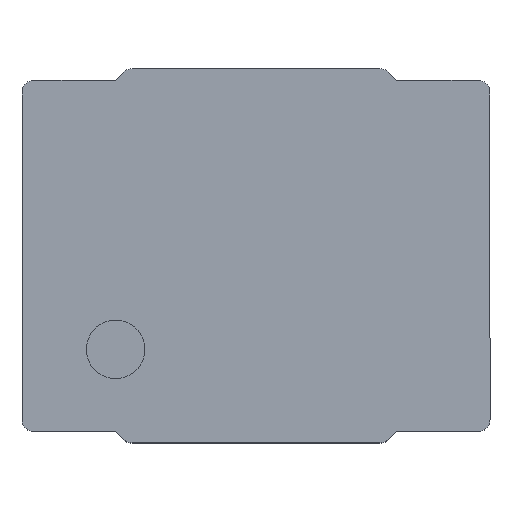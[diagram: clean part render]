
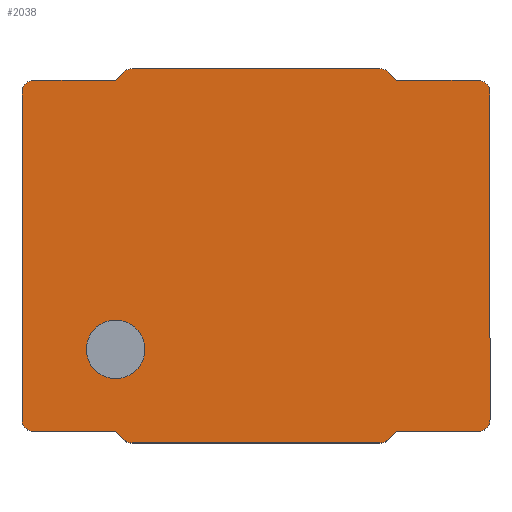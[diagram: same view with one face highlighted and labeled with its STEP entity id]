
A CAD part, top view. The second image highlights one B-rep face of the part: STEP entity #2038.
In plain terms, the highlighted planar face has unit normal (0, 0, 1).
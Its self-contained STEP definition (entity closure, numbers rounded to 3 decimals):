
#195=LINE('',#5121,#375);
#196=LINE('',#5123,#376);
#197=LINE('',#5124,#377);
#198=LINE('',#5126,#378);
#199=LINE('',#5127,#379);
#200=LINE('',#5128,#380);
#201=LINE('',#5130,#381);
#202=LINE('',#5131,#382);
#203=LINE('',#5132,#383);
#204=LINE('',#5134,#384);
#205=LINE('',#5135,#385);
#206=LINE('',#5136,#386);
#375=VECTOR('',#3136,1000.);
#376=VECTOR('',#3137,1000.);
#377=VECTOR('',#3138,1000.);
#378=VECTOR('',#3139,1000.);
#379=VECTOR('',#3140,1000.);
#380=VECTOR('',#3141,1000.);
#381=VECTOR('',#3142,1000.);
#382=VECTOR('',#3143,1000.);
#383=VECTOR('',#3144,1000.);
#384=VECTOR('',#3145,1000.);
#385=VECTOR('',#3146,1000.);
#386=VECTOR('',#3147,1000.);
#441=CIRCLE('',#2622,0.05);
#443=CIRCLE('',#2625,0.05);
#445=CIRCLE('',#2628,0.05);
#455=CIRCLE('',#2643,0.05);
#461=CIRCLE('',#2652,0.05);
#463=CIRCLE('',#2655,0.05);
#469=CIRCLE('',#2664,0.05);
#471=CIRCLE('',#2667,0.05);
#474=CIRCLE('',#2672,0.125);
#528=PLANE('',#2687);
#949=ORIENTED_EDGE('',*,*,#1350,.T.);
#950=ORIENTED_EDGE('',*,*,#1244,.T.);
#951=ORIENTED_EDGE('',*,*,#1351,.T.);
#952=ORIENTED_EDGE('',*,*,#1304,.T.);
#953=ORIENTED_EDGE('',*,*,#1352,.T.);
#954=ORIENTED_EDGE('',*,*,#1353,.T.);
#955=ORIENTED_EDGE('',*,*,#1272,.T.);
#956=ORIENTED_EDGE('',*,*,#1354,.T.);
#957=ORIENTED_EDGE('',*,*,#1284,.T.);
#958=ORIENTED_EDGE('',*,*,#1355,.T.);
#959=ORIENTED_EDGE('',*,*,#1356,.T.);
#960=ORIENTED_EDGE('',*,*,#1248,.T.);
#961=ORIENTED_EDGE('',*,*,#1357,.T.);
#962=ORIENTED_EDGE('',*,*,#1252,.T.);
#963=ORIENTED_EDGE('',*,*,#1358,.T.);
#964=ORIENTED_EDGE('',*,*,#1359,.T.);
#965=ORIENTED_EDGE('',*,*,#1288,.T.);
#966=ORIENTED_EDGE('',*,*,#1360,.T.);
#967=ORIENTED_EDGE('',*,*,#1300,.T.);
#968=ORIENTED_EDGE('',*,*,#1361,.T.);
#969=ORIENTED_EDGE('',*,*,#1309,.T.);
#1244=EDGE_CURVE('',#1486,#1487,#441,.T.);
#1248=EDGE_CURVE('',#1490,#1491,#443,.T.);
#1252=EDGE_CURVE('',#1494,#1495,#445,.T.);
#1272=EDGE_CURVE('',#1514,#1515,#455,.T.);
#1284=EDGE_CURVE('',#1526,#1527,#461,.T.);
#1288=EDGE_CURVE('',#1530,#1531,#463,.T.);
#1300=EDGE_CURVE('',#1542,#1543,#469,.T.);
#1304=EDGE_CURVE('',#1546,#1547,#471,.T.);
#1309=EDGE_CURVE('',#1551,#1551,#474,.T.);
#1350=EDGE_CURVE('',#1564,#1486,#195,.T.);
#1351=EDGE_CURVE('',#1487,#1546,#196,.T.);
#1352=EDGE_CURVE('',#1547,#1565,#197,.T.);
#1353=EDGE_CURVE('',#1565,#1514,#198,.T.);
#1354=EDGE_CURVE('',#1515,#1526,#199,.T.);
#1355=EDGE_CURVE('',#1527,#1566,#200,.T.);
#1356=EDGE_CURVE('',#1566,#1490,#201,.T.);
#1357=EDGE_CURVE('',#1491,#1494,#202,.T.);
#1358=EDGE_CURVE('',#1495,#1567,#203,.T.);
#1359=EDGE_CURVE('',#1567,#1530,#204,.T.);
#1360=EDGE_CURVE('',#1531,#1542,#205,.T.);
#1361=EDGE_CURVE('',#1543,#1564,#206,.T.);
#1486=VERTEX_POINT('',#4907);
#1487=VERTEX_POINT('',#4908);
#1490=VERTEX_POINT('',#4916);
#1491=VERTEX_POINT('',#4917);
#1494=VERTEX_POINT('',#4925);
#1495=VERTEX_POINT('',#4926);
#1514=VERTEX_POINT('',#4970);
#1515=VERTEX_POINT('',#4971);
#1526=VERTEX_POINT('',#4997);
#1527=VERTEX_POINT('',#4998);
#1530=VERTEX_POINT('',#5006);
#1531=VERTEX_POINT('',#5007);
#1542=VERTEX_POINT('',#5033);
#1543=VERTEX_POINT('',#5034);
#1546=VERTEX_POINT('',#5042);
#1547=VERTEX_POINT('',#5043);
#1551=VERTEX_POINT('',#5054);
#1564=VERTEX_POINT('',#5122);
#1565=VERTEX_POINT('',#5125);
#1566=VERTEX_POINT('',#5129);
#1567=VERTEX_POINT('',#5133);
#1734=EDGE_LOOP('',(#949,#950,#951,#952,#953,#954,#955,#956,#957,#958,#959,
#960,#961,#962,#963,#964,#965,#966,#967,#968));
#1735=EDGE_LOOP('',(#969));
#1891=FACE_BOUND('',#1734,.T.);
#1892=FACE_BOUND('',#1735,.T.);
#2038=ADVANCED_FACE('',(#1891,#1892),#528,.T.);
#2622=AXIS2_PLACEMENT_3D('',#4906,#2933,#2934);
#2625=AXIS2_PLACEMENT_3D('',#4915,#2941,#2942);
#2628=AXIS2_PLACEMENT_3D('',#4924,#2949,#2950);
#2643=AXIS2_PLACEMENT_3D('',#4969,#2989,#2990);
#2652=AXIS2_PLACEMENT_3D('',#4996,#3013,#3014);
#2655=AXIS2_PLACEMENT_3D('',#5005,#3021,#3022);
#2664=AXIS2_PLACEMENT_3D('',#5032,#3045,#3046);
#2667=AXIS2_PLACEMENT_3D('',#5041,#3053,#3054);
#2672=AXIS2_PLACEMENT_3D('',#5053,#3065,#3066);
#2687=AXIS2_PLACEMENT_3D('',#5120,#3134,#3135);
#2933=DIRECTION('',(0.,0.,1.));
#2934=DIRECTION('',(1.,0.,0.));
#2941=DIRECTION('',(0.,0.,1.));
#2942=DIRECTION('',(1.,0.,0.));
#2949=DIRECTION('',(0.,0.,1.));
#2950=DIRECTION('',(1.,0.,0.));
#2989=DIRECTION('',(0.,0.,1.));
#2990=DIRECTION('',(1.,0.,0.));
#3013=DIRECTION('',(0.,0.,1.));
#3014=DIRECTION('',(1.,0.,0.));
#3021=DIRECTION('',(0.,0.,1.));
#3022=DIRECTION('',(1.,0.,0.));
#3045=DIRECTION('',(0.,0.,1.));
#3046=DIRECTION('',(1.,0.,0.));
#3053=DIRECTION('',(0.,0.,1.));
#3054=DIRECTION('',(1.,0.,0.));
#3065=DIRECTION('',(0.,0.,-1.));
#3066=DIRECTION('',(-1.,0.,0.));
#3134=DIRECTION('',(0.,0.,1.));
#3135=DIRECTION('',(1.,0.,0.));
#3136=DIRECTION('',(1.,0.,0.));
#3137=DIRECTION('',(0.,1.,0.));
#3138=DIRECTION('',(-1.,0.,0.));
#3139=DIRECTION('',(-0.707,0.707,0.));
#3140=DIRECTION('',(-1.,0.,0.));
#3141=DIRECTION('',(-0.707,-0.707,0.));
#3142=DIRECTION('',(-1.,0.,0.));
#3143=DIRECTION('',(0.,-1.,0.));
#3144=DIRECTION('',(1.,0.,0.));
#3145=DIRECTION('',(0.707,-0.707,0.));
#3146=DIRECTION('',(1.,0.,0.));
#3147=DIRECTION('',(0.707,0.707,0.));
#4906=CARTESIAN_POINT('',(0.95,-0.7,0.495));
#4907=CARTESIAN_POINT('',(0.95,-0.75,0.495));
#4908=CARTESIAN_POINT('',(1.,-0.7,0.495));
#4915=CARTESIAN_POINT('',(-0.95,0.7,0.495));
#4916=CARTESIAN_POINT('',(-0.95,0.75,0.495));
#4917=CARTESIAN_POINT('',(-1.,0.7,0.495));
#4924=CARTESIAN_POINT('',(-0.95,-0.7,0.495));
#4925=CARTESIAN_POINT('',(-1.,-0.7,0.495));
#4926=CARTESIAN_POINT('',(-0.95,-0.75,0.495));
#4969=CARTESIAN_POINT('',(0.529,0.75,0.495));
#4970=CARTESIAN_POINT('',(0.565,0.785,0.495));
#4971=CARTESIAN_POINT('',(0.529,0.8,0.495));
#4996=CARTESIAN_POINT('',(-0.529,0.75,0.495));
#4997=CARTESIAN_POINT('',(-0.529,0.8,0.495));
#4998=CARTESIAN_POINT('',(-0.565,0.785,0.495));
#5005=CARTESIAN_POINT('',(-0.529,-0.75,0.495));
#5006=CARTESIAN_POINT('',(-0.565,-0.785,0.495));
#5007=CARTESIAN_POINT('',(-0.529,-0.8,0.495));
#5032=CARTESIAN_POINT('',(0.529,-0.75,0.495));
#5033=CARTESIAN_POINT('',(0.529,-0.8,0.495));
#5034=CARTESIAN_POINT('',(0.565,-0.785,0.495));
#5041=CARTESIAN_POINT('',(0.95,0.7,0.495));
#5042=CARTESIAN_POINT('',(1.,0.7,0.495));
#5043=CARTESIAN_POINT('',(0.95,0.75,0.495));
#5053=CARTESIAN_POINT('',(0.6,0.4,0.495));
#5054=CARTESIAN_POINT('',(0.475,0.4,0.495));
#5120=CARTESIAN_POINT('',(0.,0.,0.495));
#5121=CARTESIAN_POINT('',(1.,-0.75,0.495));
#5122=CARTESIAN_POINT('',(0.6,-0.75,0.495));
#5123=CARTESIAN_POINT('',(1.,-0.75,0.495));
#5124=CARTESIAN_POINT('',(1.,0.75,0.495));
#5125=CARTESIAN_POINT('',(0.6,0.75,0.495));
#5126=CARTESIAN_POINT('',(0.6,0.75,0.495));
#5127=CARTESIAN_POINT('',(0.55,0.8,0.495));
#5128=CARTESIAN_POINT('',(-0.6,0.75,0.495));
#5129=CARTESIAN_POINT('',(-0.6,0.75,0.495));
#5130=CARTESIAN_POINT('',(-1.,0.75,0.495));
#5131=CARTESIAN_POINT('',(-1.,0.75,0.495));
#5132=CARTESIAN_POINT('',(-1.,-0.75,0.495));
#5133=CARTESIAN_POINT('',(-0.6,-0.75,0.495));
#5134=CARTESIAN_POINT('',(-0.6,-0.75,0.495));
#5135=CARTESIAN_POINT('',(-0.55,-0.8,0.495));
#5136=CARTESIAN_POINT('',(0.6,-0.75,0.495));
